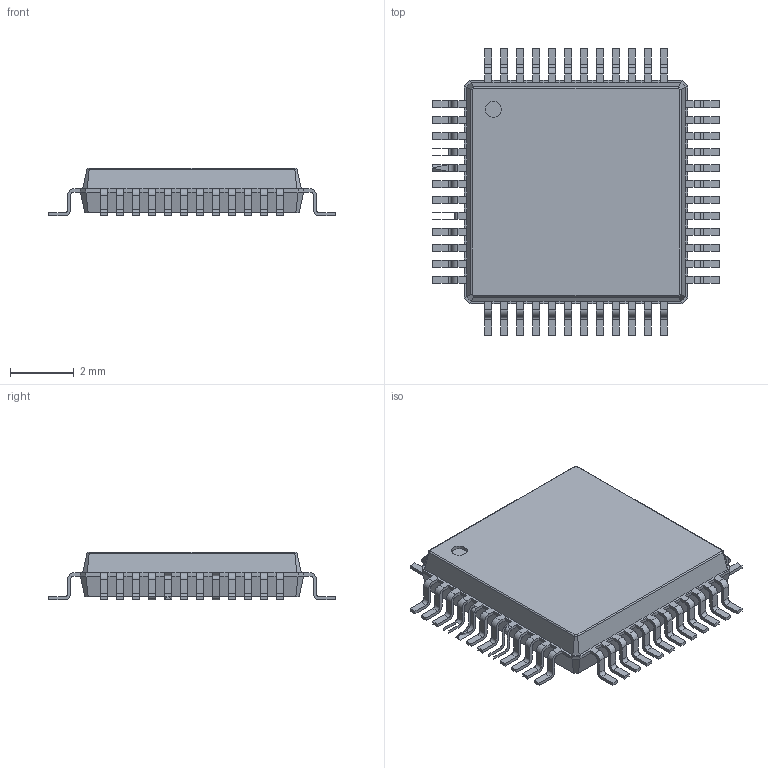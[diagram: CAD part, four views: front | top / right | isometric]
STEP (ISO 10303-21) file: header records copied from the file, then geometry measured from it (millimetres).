
FILE_DESCRIPTION(/* description */ ('model of LQFP-48_7x7mm_P0.5mm'),/* implementation_level */ '2;1');
FILE_NAME(/* name */ 'LQFP-48_7x7mm_P0.5mm.step',/* time_stamp */ '2017-12-17T22:27:57',/* author */ ('kicad StepUp','ksu'),/* organization */ ('FreeCAD'),/* preprocessor_version */ 'OCC',/* originating_system */ 'kicad StepUp',/* authorisation */ '');
FILE_SCHEMA(('AUTOMOTIVE_DESIGN { 1 0 10303 214 1 1 1 1 }'));
Length unit declared in the file: millimetre
Products named in the file (1): LQFP_48_7x7mm_P05mm
Bounding box: 9 x 9 x 1.5 mm (x, y, z)
Surface area: 177.2 mm2 (no closed solid volume)
Topology: 0 solids, 1 shells, 747 faces, 2044 edges, 1297 vertices
Faces by surface type: plane 480, cylinder 187, bspline 80
Full cylindrical faces by diameter (mm): 0.5 x1
Entity records: 31449 total; most frequent: CARTESIAN_POINT 7294, ORIENTED_EDGE 4051, DIRECTION 3711, EDGE_CURVE 2044, LINE 1602, VECTOR 1602, VERTEX_POINT 1298, AXIS2_PLACEMENT_3D 1054
